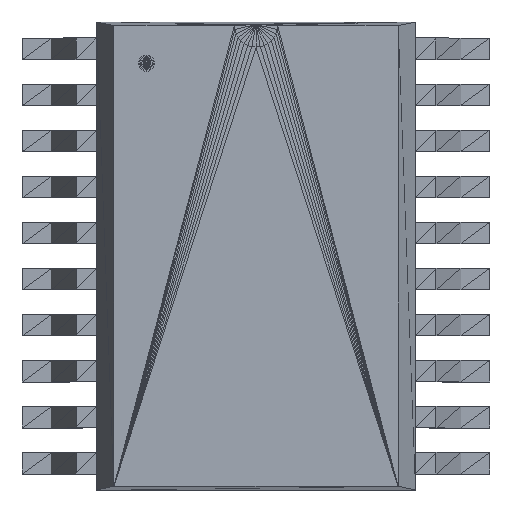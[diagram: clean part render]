
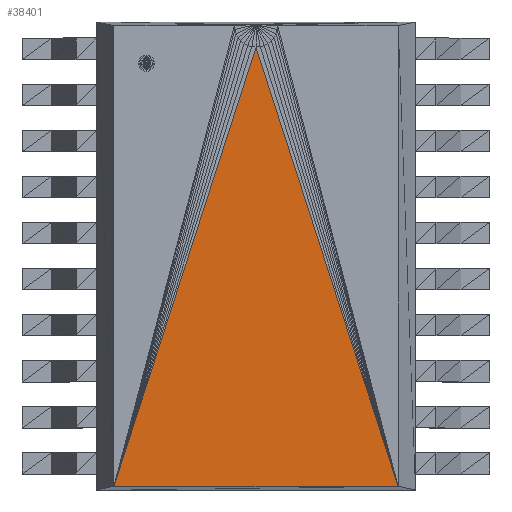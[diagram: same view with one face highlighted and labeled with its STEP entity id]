
A CAD part, top view. The second image highlights one B-rep face of the part: STEP entity #38401.
In plain terms, the highlighted planar face has unit normal (0, 0, 1).
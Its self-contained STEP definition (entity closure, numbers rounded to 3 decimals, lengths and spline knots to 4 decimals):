
#38401 = ADVANCED_FACE('',(#38402),#38416,.F.);
#38402 = FACE_BOUND('',#38403,.F.);
#38403 = EDGE_LOOP('',(#38404,#38427,#38443));
#38404 = ORIENTED_EDGE('',*,*,#38405,.T.);
#38405 = EDGE_CURVE('',#38406,#38408,#38410,.T.);
#38406 = VERTEX_POINT('',#38407);
#38407 = CARTESIAN_POINT('',(0.,2.947,1.702));
#38408 = VERTEX_POINT('',#38409);
#38409 = CARTESIAN_POINT('',(2.006,-3.252,1.702));
#38410 = SURFACE_CURVE('',#38411,(#38415),.PCURVE_S1.);
#38411 = LINE('',#38412,#38413);
#38412 = CARTESIAN_POINT('',(0.,2.947,1.702));
#38413 = VECTOR('',#38414,1.);
#38414 = DIRECTION('',(0.308,-0.951,0.));
#38415 = PCURVE('',#38416,#38421);
#38416 = PLANE('',#38417);
#38417 = AXIS2_PLACEMENT_3D('',#38418,#38419,#38420);
#38418 = CARTESIAN_POINT('',(2.006,-3.252,1.702));
#38419 = DIRECTION('',(0.,0.,-1.));
#38420 = DIRECTION('',(0.308,0.951,0.));
#38421 = DEFINITIONAL_REPRESENTATION('',(#38422),#38426);
#38422 = LINE('',#38423,#38424);
#38423 = CARTESIAN_POINT('',(5.279,-3.818));
#38424 = VECTOR('',#38425,1.);
#38425 = DIRECTION('',(-0.81,0.586));
#38426 = ( GEOMETRIC_REPRESENTATION_CONTEXT(2) 
PARAMETRIC_REPRESENTATION_CONTEXT() REPRESENTATION_CONTEXT('2D SPACE',''
  ) );
#38427 = ORIENTED_EDGE('',*,*,#38428,.T.);
#38428 = EDGE_CURVE('',#38408,#38429,#38431,.T.);
#38429 = VERTEX_POINT('',#38430);
#38430 = CARTESIAN_POINT('',(-2.006,-3.252,1.702));
#38431 = SURFACE_CURVE('',#38432,(#38436),.PCURVE_S1.);
#38432 = LINE('',#38433,#38434);
#38433 = CARTESIAN_POINT('',(2.006,-3.252,1.702));
#38434 = VECTOR('',#38435,1.);
#38435 = DIRECTION('',(-1.,-0.,-0.));
#38436 = PCURVE('',#38416,#38437);
#38437 = DEFINITIONAL_REPRESENTATION('',(#38438),#38442);
#38438 = LINE('',#38439,#38440);
#38439 = CARTESIAN_POINT('',(0.,0.));
#38440 = VECTOR('',#38441,1.);
#38441 = DIRECTION('',(-0.308,-0.951));
#38442 = ( GEOMETRIC_REPRESENTATION_CONTEXT(2) 
PARAMETRIC_REPRESENTATION_CONTEXT() REPRESENTATION_CONTEXT('2D SPACE',''
  ) );
#38443 = ORIENTED_EDGE('',*,*,#38444,.T.);
#38444 = EDGE_CURVE('',#38429,#38406,#38445,.T.);
#38445 = SURFACE_CURVE('',#38446,(#38450),.PCURVE_S1.);
#38446 = LINE('',#38447,#38448);
#38447 = CARTESIAN_POINT('',(-2.006,-3.252,1.702));
#38448 = VECTOR('',#38449,1.);
#38449 = DIRECTION('',(0.308,0.951,0.));
#38450 = PCURVE('',#38416,#38451);
#38451 = DEFINITIONAL_REPRESENTATION('',(#38452),#38456);
#38452 = LINE('',#38453,#38454);
#38453 = CARTESIAN_POINT('',(-1.236,-3.817));
#38454 = VECTOR('',#38455,1.);
#38455 = DIRECTION('',(1.,0.));
#38456 = ( GEOMETRIC_REPRESENTATION_CONTEXT(2) 
PARAMETRIC_REPRESENTATION_CONTEXT() REPRESENTATION_CONTEXT('2D SPACE',''
  ) );
